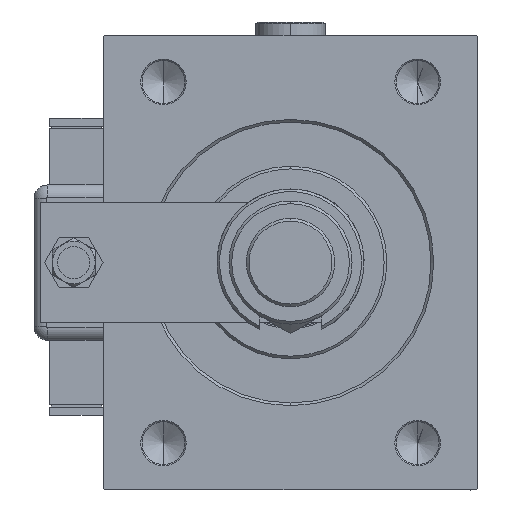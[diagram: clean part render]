
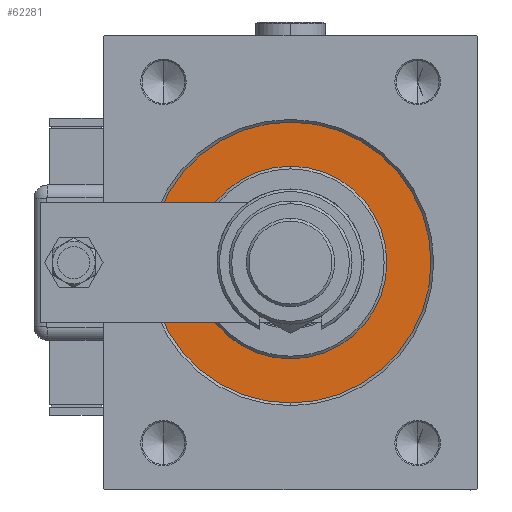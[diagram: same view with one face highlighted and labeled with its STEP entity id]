
A CAD part, left-side view. The second image highlights one B-rep face of the part: STEP entity #62281.
In plain terms, the highlighted face is planar.
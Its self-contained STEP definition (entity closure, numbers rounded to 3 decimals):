
#1918 = AXIS2_PLACEMENT_3D ( 'NONE', #19016, #43739, #34926 ) ;
#3042 = EDGE_CURVE ( 'NONE', #12374, #9305, #45836, .T. ) ;
#3646 = ORIENTED_EDGE ( 'NONE', *, *, #11399, .F. ) ;
#4273 = CARTESIAN_POINT ( 'NONE',  ( 0., 0., 52.5 ) ) ;
#6498 = CARTESIAN_POINT ( 'NONE',  ( 0., 0., 0. ) ) ;
#7625 = PLANE ( 'NONE',  #1918 ) ;
#9305 = VERTEX_POINT ( 'NONE', #4273 ) ;
#10751 = EDGE_LOOP ( 'NONE', ( #17733, #3646 ) ) ;
#11399 = EDGE_CURVE ( 'NONE', #63539, #57610, #48301, .T. ) ;
#12374 = VERTEX_POINT ( 'NONE', #49813 ) ;
#14866 = DIRECTION ( 'NONE',  ( 1., 0., 0. ) ) ;
#15466 = CARTESIAN_POINT ( 'NONE',  ( 0., 0., 36. ) ) ;
#16511 = AXIS2_PLACEMENT_3D ( 'NONE', #59472, #14866, #20068 ) ;
#17733 = ORIENTED_EDGE ( 'NONE', *, *, #32415, .F. ) ;
#19016 = CARTESIAN_POINT ( 'NONE',  ( 0., 0., 0. ) ) ;
#19235 = AXIS2_PLACEMENT_3D ( 'NONE', #36649, #47064, #21703 ) ;
#20068 = DIRECTION ( 'NONE',  ( 0., 0., -1. ) ) ;
#20828 = DIRECTION ( 'NONE',  ( -1., 0., 0. ) ) ;
#21453 = AXIS2_PLACEMENT_3D ( 'NONE', #54026, #29288, #39049 ) ;
#21703 = DIRECTION ( 'NONE',  ( 0., 0., -1. ) ) ;
#23003 = AXIS2_PLACEMENT_3D ( 'NONE', #6498, #20828, #50750 ) ;
#23683 = EDGE_CURVE ( 'NONE', #9305, #12374, #52625, .T. ) ;
#29288 = DIRECTION ( 'NONE',  ( -1., 0., 0. ) ) ;
#32357 = FACE_BOUND ( 'NONE', #10751, .T. ) ;
#32415 = EDGE_CURVE ( 'NONE', #57610, #63539, #55997, .T. ) ;
#34926 = DIRECTION ( 'NONE',  ( 0., 0., 1. ) ) ;
#36649 = CARTESIAN_POINT ( 'NONE',  ( 0., 0., 0. ) ) ;
#39049 = DIRECTION ( 'NONE',  ( 0., 0., 1. ) ) ;
#43739 = DIRECTION ( 'NONE',  ( -1., 0., 0. ) ) ;
#45836 = CIRCLE ( 'NONE', #23003, 52.5 ) ;
#47064 = DIRECTION ( 'NONE',  ( 1., 0., 0. ) ) ;
#48090 = ORIENTED_EDGE ( 'NONE', *, *, #3042, .F. ) ;
#48301 = CIRCLE ( 'NONE', #19235, 36. ) ;
#49813 = CARTESIAN_POINT ( 'NONE',  ( 0., 0., -52.5 ) ) ;
#50750 = DIRECTION ( 'NONE',  ( 0., 0., 1. ) ) ;
#52216 = FACE_OUTER_BOUND ( 'NONE', #62416, .T. ) ;
#52625 = CIRCLE ( 'NONE', #21453, 52.5 ) ;
#54026 = CARTESIAN_POINT ( 'NONE',  ( 0., 0., 0. ) ) ;
#55997 = CIRCLE ( 'NONE', #16511, 36. ) ;
#57284 = ORIENTED_EDGE ( 'NONE', *, *, #23683, .F. ) ;
#57610 = VERTEX_POINT ( 'NONE', #15466 ) ;
#59472 = CARTESIAN_POINT ( 'NONE',  ( 0., 0., 0. ) ) ;
#62281 = ADVANCED_FACE ( 'NONE', ( #32357, #52216 ), #7625, .F. ) ;
#62416 = EDGE_LOOP ( 'NONE', ( #48090, #57284 ) ) ;
#62941 = CARTESIAN_POINT ( 'NONE',  ( 0., 0., -36. ) ) ;
#63539 = VERTEX_POINT ( 'NONE', #62941 ) ;
